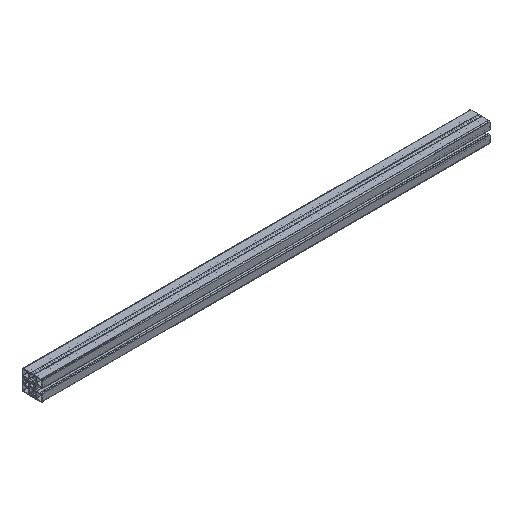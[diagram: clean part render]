
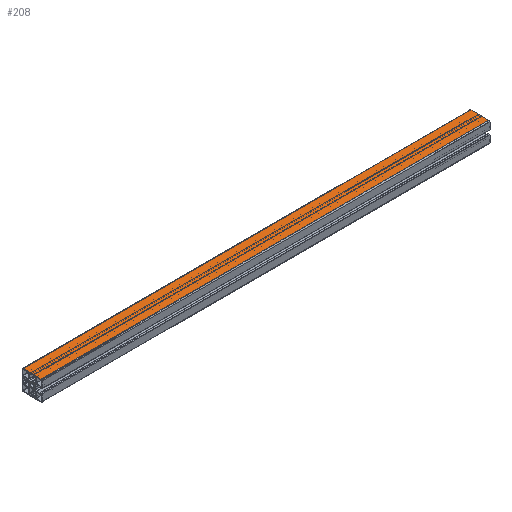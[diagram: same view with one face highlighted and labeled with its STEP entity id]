
A CAD part, isometric view. The second image highlights one B-rep face of the part: STEP entity #208.
In plain terms, the highlighted planar face has unit normal (0, 0, 1).
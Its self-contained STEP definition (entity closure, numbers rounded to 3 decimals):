
#208=ADVANCED_FACE('',(#434),#435,.F.);
#434=FACE_OUTER_BOUND('',#757,.T.);
#435=PLANE('',#758);
#757=EDGE_LOOP('',(#1630,#1631,#1632,#1633));
#758=AXIS2_PLACEMENT_3D('',#1634,#1635,#1636);
#1630=ORIENTED_EDGE('',*,*,#2460,.F.);
#1631=ORIENTED_EDGE('',*,*,#2672,.F.);
#1632=ORIENTED_EDGE('',*,*,#2593,.F.);
#1633=ORIENTED_EDGE('',*,*,#2673,.T.);
#1634=CARTESIAN_POINT('',(3000.0,0.,22.5));
#1635=DIRECTION('',(0.0,0.,-1.0));
#1636=DIRECTION('',(0.0,1.0,0.));
#2460=EDGE_CURVE('',#3055,#3057,#3058,.T.);
#2593=EDGE_CURVE('',#3321,#3323,#3324,.T.);
#2672=EDGE_CURVE('',#3323,#3055,#3426,.T.);
#2673=EDGE_CURVE('',#3321,#3057,#3427,.T.);
#3055=VERTEX_POINT('',#3877);
#3057=VERTEX_POINT('',#3879);
#3058=LINE('',#3880,#3881);
#3321=VERTEX_POINT('',#4206);
#3323=VERTEX_POINT('',#4208);
#3324=LINE('',#4209,#4210);
#3426=LINE('',#4378,#4379);
#3427=LINE('',#4380,#4381);
#3877=CARTESIAN_POINT('',(-500.0,-20.,22.5));
#3879=CARTESIAN_POINT('',(-500.0,20.,22.5));
#3880=CARTESIAN_POINT('',(-500.0,0.,22.5));
#3881=VECTOR('',#4866,1.0);
#4206=CARTESIAN_POINT('',(500.0,20.,22.5));
#4208=CARTESIAN_POINT('',(500.0,-20.,22.5));
#4209=CARTESIAN_POINT('',(500.0,0.,22.5));
#4210=VECTOR('',#5139,1.0);
#4378=CARTESIAN_POINT('',(3000.0,-20.,22.5));
#4379=VECTOR('',#5242,1.0);
#4380=CARTESIAN_POINT('',(3000.0,20.,22.5));
#4381=VECTOR('',#5243,1.0);
#4866=DIRECTION('',(0.0,1.0,0.));
#5139=DIRECTION('',(0.0,-1.0,0.));
#5242=DIRECTION('',(-1.0,0.0,0.0));
#5243=DIRECTION('',(-1.0,0.0,0.0));
